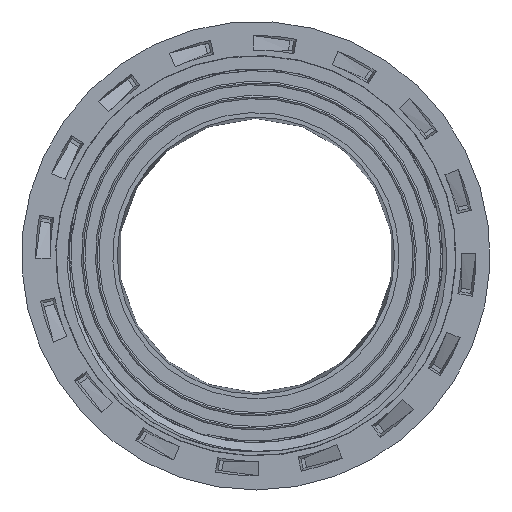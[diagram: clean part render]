
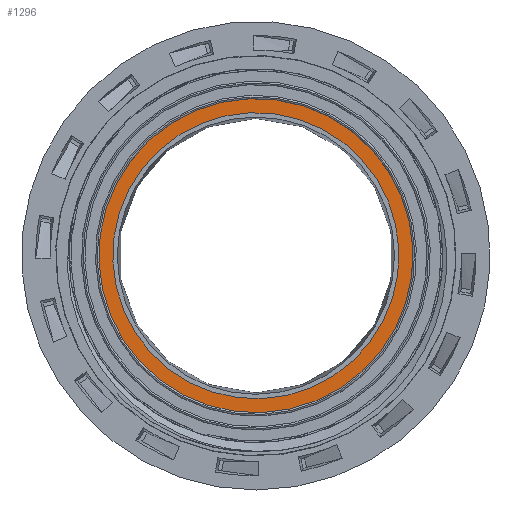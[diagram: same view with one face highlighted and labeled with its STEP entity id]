
A CAD part, front view. The second image highlights one B-rep face of the part: STEP entity #1296.
In plain terms, the highlighted planar face has unit normal (0, -1, 0).
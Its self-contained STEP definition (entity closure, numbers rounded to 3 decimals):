
#1296=ADVANCED_FACE('',(#1946,#1947),#1540,.F.);
#1540=PLANE('',#8609);
#1779=CIRCLE('',#8607,23.8);
#1780=CIRCLE('',#8608,21.68);
#1946=FACE_BOUND('',#2489,.T.);
#1947=FACE_BOUND('',#2490,.T.);
#2489=EDGE_LOOP('',(#5060));
#2490=EDGE_LOOP('',(#5061));
#5060=ORIENTED_EDGE('',*,*,#7006,.T.);
#5061=ORIENTED_EDGE('',*,*,#7007,.T.);
#5901=VERTEX_POINT('',#18002);
#5902=VERTEX_POINT('',#18004);
#7006=EDGE_CURVE('',#5901,#5901,#1779,.T.);
#7007=EDGE_CURVE('',#5902,#5902,#1780,.T.);
#8607=AXIS2_PLACEMENT_3D('',#18001,#10302,#10303);
#8608=AXIS2_PLACEMENT_3D('',#18003,#10304,#10305);
#8609=AXIS2_PLACEMENT_3D('',#18005,#10306,#10307);
#10302=DIRECTION('',(0.,-1.,0.));
#10303=DIRECTION('',(0.976,0.,0.216));
#10304=DIRECTION('',(0.,1.,0.));
#10305=DIRECTION('',(-0.976,0.,-0.216));
#10306=DIRECTION('',(0.,1.,0.));
#10307=DIRECTION('',(0.976,0.,0.216));
#18001=CARTESIAN_POINT('',(-2219.484,-329.925,0.));
#18002=CARTESIAN_POINT('',(-2196.248,-329.925,5.151));
#18003=CARTESIAN_POINT('',(-2219.484,-329.925,0.));
#18004=CARTESIAN_POINT('',(-2240.65,-329.925,-4.692));
#18005=CARTESIAN_POINT('',(-2219.484,-329.925,0.));
